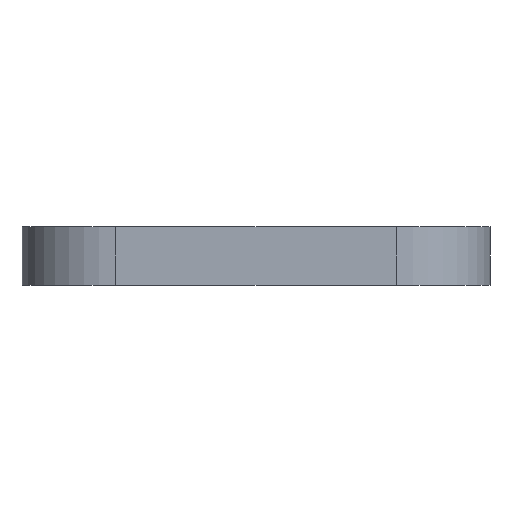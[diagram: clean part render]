
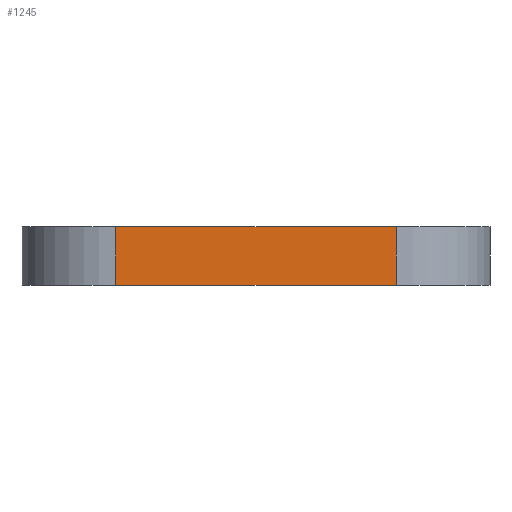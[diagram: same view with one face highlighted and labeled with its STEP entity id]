
A CAD part, front view. The second image highlights one B-rep face of the part: STEP entity #1245.
In plain terms, the highlighted planar face has unit normal (0, -1, 0).
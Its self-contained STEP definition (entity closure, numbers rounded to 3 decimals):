
#55 = CYLINDRICAL_SURFACE('',#56,2.54);
#56 = AXIS2_PLACEMENT_3D('',#57,#58,#59);
#57 = CARTESIAN_POINT('',(152.311,-111.354,0.));
#58 = DIRECTION('',(-0.,-0.,-1.));
#59 = DIRECTION('',(1.,0.,-0.));
#83 = PLANE('',#84);
#84 = AXIS2_PLACEMENT_3D('',#85,#86,#87);
#85 = CARTESIAN_POINT('',(148.501,-105.004,1.6));
#86 = DIRECTION('',(0.,0.,1.));
#87 = DIRECTION('',(1.,0.,-0.));
#137 = PLANE('',#138);
#138 = AXIS2_PLACEMENT_3D('',#139,#140,#141);
#139 = CARTESIAN_POINT('',(148.501,-105.004,0.));
#140 = DIRECTION('',(0.,0.,1.));
#141 = DIRECTION('',(1.,0.,-0.));
#152 = EDGE_CURVE('',#153,#155,#157,.T.);
#153 = VERTEX_POINT('',#154);
#154 = CARTESIAN_POINT('',(152.311,-113.894,0.));
#155 = VERTEX_POINT('',#156);
#156 = CARTESIAN_POINT('',(152.311,-113.894,1.6));
#157 = SURFACE_CURVE('',#158,(#162,#169),.PCURVE_S1.);
#158 = LINE('',#159,#160);
#159 = CARTESIAN_POINT('',(152.311,-113.894,0.));
#160 = VECTOR('',#161,1.);
#161 = DIRECTION('',(0.,0.,1.));
#162 = PCURVE('',#55,#163);
#163 = DEFINITIONAL_REPRESENTATION('',(#164),#168);
#164 = LINE('',#165,#166);
#165 = CARTESIAN_POINT('',(-4.712,0.));
#166 = VECTOR('',#167,1.);
#167 = DIRECTION('',(-0.,-1.));
#168 = ( GEOMETRIC_REPRESENTATION_CONTEXT(2) 
PARAMETRIC_REPRESENTATION_CONTEXT() REPRESENTATION_CONTEXT('2D SPACE',''
  ) );
#169 = PCURVE('',#170,#175);
#170 = PLANE('',#171);
#171 = AXIS2_PLACEMENT_3D('',#172,#173,#174);
#172 = CARTESIAN_POINT('',(144.691,-113.894,0.));
#173 = DIRECTION('',(0.,1.,0.));
#174 = DIRECTION('',(1.,0.,0.));
#175 = DEFINITIONAL_REPRESENTATION('',(#176),#180);
#176 = LINE('',#177,#178);
#177 = CARTESIAN_POINT('',(7.62,0.));
#178 = VECTOR('',#179,1.);
#179 = DIRECTION('',(0.,-1.));
#180 = ( GEOMETRIC_REPRESENTATION_CONTEXT(2) 
PARAMETRIC_REPRESENTATION_CONTEXT() REPRESENTATION_CONTEXT('2D SPACE',''
  ) );
#391 = VERTEX_POINT('',#392);
#392 = CARTESIAN_POINT('',(144.691,-113.894,0.));
#407 = CYLINDRICAL_SURFACE('',#408,2.54);
#408 = AXIS2_PLACEMENT_3D('',#409,#410,#411);
#409 = CARTESIAN_POINT('',(144.691,-111.354,0.));
#410 = DIRECTION('',(-0.,-0.,-1.));
#411 = DIRECTION('',(1.,0.,-0.));
#419 = EDGE_CURVE('',#391,#153,#420,.T.);
#420 = SURFACE_CURVE('',#421,(#425,#432),.PCURVE_S1.);
#421 = LINE('',#422,#423);
#422 = CARTESIAN_POINT('',(144.691,-113.894,0.));
#423 = VECTOR('',#424,1.);
#424 = DIRECTION('',(1.,0.,0.));
#425 = PCURVE('',#137,#426);
#426 = DEFINITIONAL_REPRESENTATION('',(#427),#431);
#427 = LINE('',#428,#429);
#428 = CARTESIAN_POINT('',(-3.81,-8.89));
#429 = VECTOR('',#430,1.);
#430 = DIRECTION('',(1.,0.));
#431 = ( GEOMETRIC_REPRESENTATION_CONTEXT(2) 
PARAMETRIC_REPRESENTATION_CONTEXT() REPRESENTATION_CONTEXT('2D SPACE',''
  ) );
#432 = PCURVE('',#170,#433);
#433 = DEFINITIONAL_REPRESENTATION('',(#434),#438);
#434 = LINE('',#435,#436);
#435 = CARTESIAN_POINT('',(0.,0.));
#436 = VECTOR('',#437,1.);
#437 = DIRECTION('',(1.,0.));
#438 = ( GEOMETRIC_REPRESENTATION_CONTEXT(2) 
PARAMETRIC_REPRESENTATION_CONTEXT() REPRESENTATION_CONTEXT('2D SPACE',''
  ) );
#889 = VERTEX_POINT('',#890);
#890 = CARTESIAN_POINT('',(144.691,-113.894,1.6));
#912 = EDGE_CURVE('',#889,#155,#913,.T.);
#913 = SURFACE_CURVE('',#914,(#918,#925),.PCURVE_S1.);
#914 = LINE('',#915,#916);
#915 = CARTESIAN_POINT('',(144.691,-113.894,1.6));
#916 = VECTOR('',#917,1.);
#917 = DIRECTION('',(1.,0.,0.));
#918 = PCURVE('',#83,#919);
#919 = DEFINITIONAL_REPRESENTATION('',(#920),#924);
#920 = LINE('',#921,#922);
#921 = CARTESIAN_POINT('',(-3.81,-8.89));
#922 = VECTOR('',#923,1.);
#923 = DIRECTION('',(1.,0.));
#924 = ( GEOMETRIC_REPRESENTATION_CONTEXT(2) 
PARAMETRIC_REPRESENTATION_CONTEXT() REPRESENTATION_CONTEXT('2D SPACE',''
  ) );
#925 = PCURVE('',#170,#926);
#926 = DEFINITIONAL_REPRESENTATION('',(#927),#931);
#927 = LINE('',#928,#929);
#928 = CARTESIAN_POINT('',(0.,-1.6));
#929 = VECTOR('',#930,1.);
#930 = DIRECTION('',(1.,0.));
#931 = ( GEOMETRIC_REPRESENTATION_CONTEXT(2) 
PARAMETRIC_REPRESENTATION_CONTEXT() REPRESENTATION_CONTEXT('2D SPACE',''
  ) );
#1245 = ADVANCED_FACE('',(#1246),#170,.F.);
#1246 = FACE_BOUND('',#1247,.F.);
#1247 = EDGE_LOOP('',(#1248,#1269,#1270,#1271));
#1248 = ORIENTED_EDGE('',*,*,#1249,.T.);
#1249 = EDGE_CURVE('',#391,#889,#1250,.T.);
#1250 = SURFACE_CURVE('',#1251,(#1255,#1262),.PCURVE_S1.);
#1251 = LINE('',#1252,#1253);
#1252 = CARTESIAN_POINT('',(144.691,-113.894,0.));
#1253 = VECTOR('',#1254,1.);
#1254 = DIRECTION('',(0.,0.,1.));
#1255 = PCURVE('',#170,#1256);
#1256 = DEFINITIONAL_REPRESENTATION('',(#1257),#1261);
#1257 = LINE('',#1258,#1259);
#1258 = CARTESIAN_POINT('',(0.,0.));
#1259 = VECTOR('',#1260,1.);
#1260 = DIRECTION('',(0.,-1.));
#1261 = ( GEOMETRIC_REPRESENTATION_CONTEXT(2) 
PARAMETRIC_REPRESENTATION_CONTEXT() REPRESENTATION_CONTEXT('2D SPACE',''
  ) );
#1262 = PCURVE('',#407,#1263);
#1263 = DEFINITIONAL_REPRESENTATION('',(#1264),#1268);
#1264 = LINE('',#1265,#1266);
#1265 = CARTESIAN_POINT('',(-4.712,0.));
#1266 = VECTOR('',#1267,1.);
#1267 = DIRECTION('',(-0.,-1.));
#1268 = ( GEOMETRIC_REPRESENTATION_CONTEXT(2) 
PARAMETRIC_REPRESENTATION_CONTEXT() REPRESENTATION_CONTEXT('2D SPACE',''
  ) );
#1269 = ORIENTED_EDGE('',*,*,#912,.T.);
#1270 = ORIENTED_EDGE('',*,*,#152,.F.);
#1271 = ORIENTED_EDGE('',*,*,#419,.F.);
